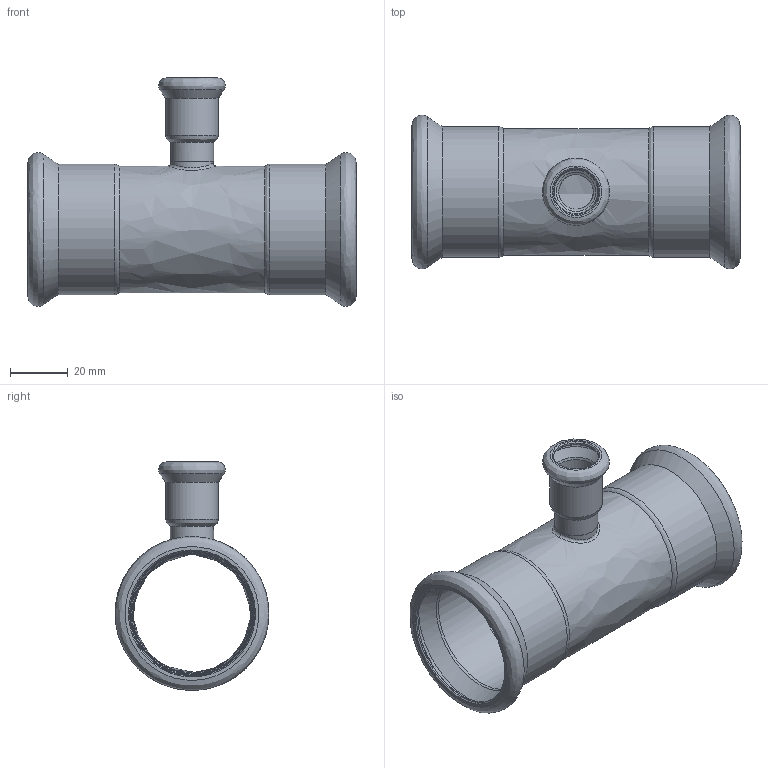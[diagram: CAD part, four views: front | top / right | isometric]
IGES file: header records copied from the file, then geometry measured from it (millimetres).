
Global section: file name: 41216; native system: Autodesk Inventor 2023; preprocessor: unknown; author: JANAN; date: 20230908.105138; units: millimetre
Bounding box: 114 x 53.34 x 79.37 mm (x, y, z)
Volume: 27783.9 mm3; surface area: 37488.7 mm2
Topology: 1 solids, 1 shells, 57 faces, 154 edges, 103 vertices
Faces by surface type: bspline 57
